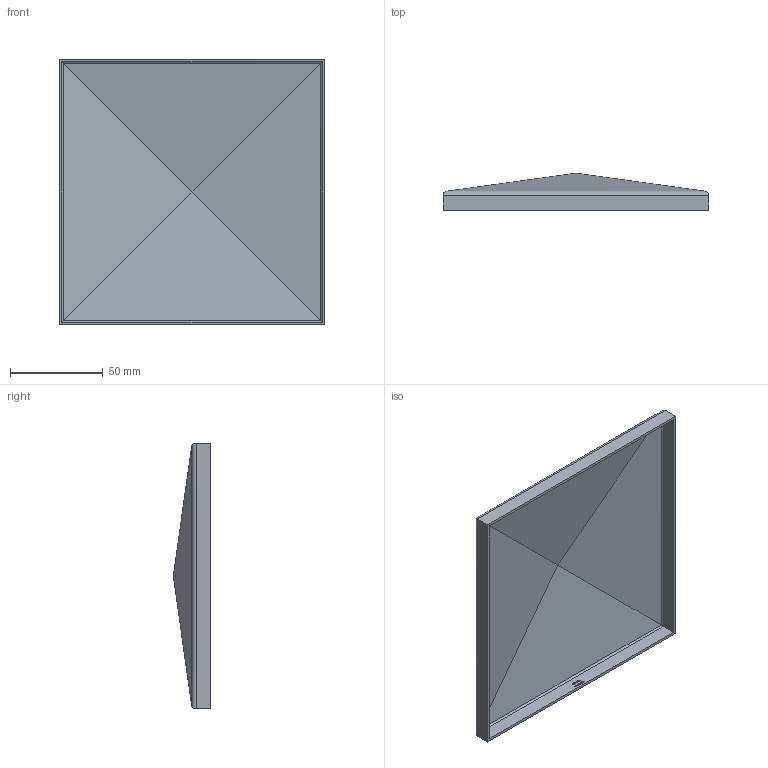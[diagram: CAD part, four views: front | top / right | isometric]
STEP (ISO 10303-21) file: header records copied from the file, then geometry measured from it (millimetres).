
FILE_DESCRIPTION (( 'STEP AP203' ), '1' );
FILE_NAME ('165-140V2AG.step', '2019-09-18T09:10:56', ( '' ), ( '' ), 'SwSTEP 2.0', 'SolidWorks 2015', '' );
FILE_SCHEMA (( 'CONFIG_CONTROL_DESIGN' ));
Length unit declared in the file: millimetre
Products named in the file (1): 165-140V2AG
Bounding box: 143 x 20 x 143 mm (x, y, z)
Volume: 37804 mm3; surface area: 51266.9 mm2
Topology: 1 solids, 1 shells, 264 faces, 683 edges, 448 vertices
Faces by surface type: plane 163, bspline 89, cylinder 12
Entity records: 12914 total; most frequent: CARTESIAN_POINT 7041, ORIENTED_EDGE 1366, DIRECTION 845, EDGE_CURVE 683, LINE 493, VECTOR 493, VERTEX_POINT 448, EDGE_LOOP 291
